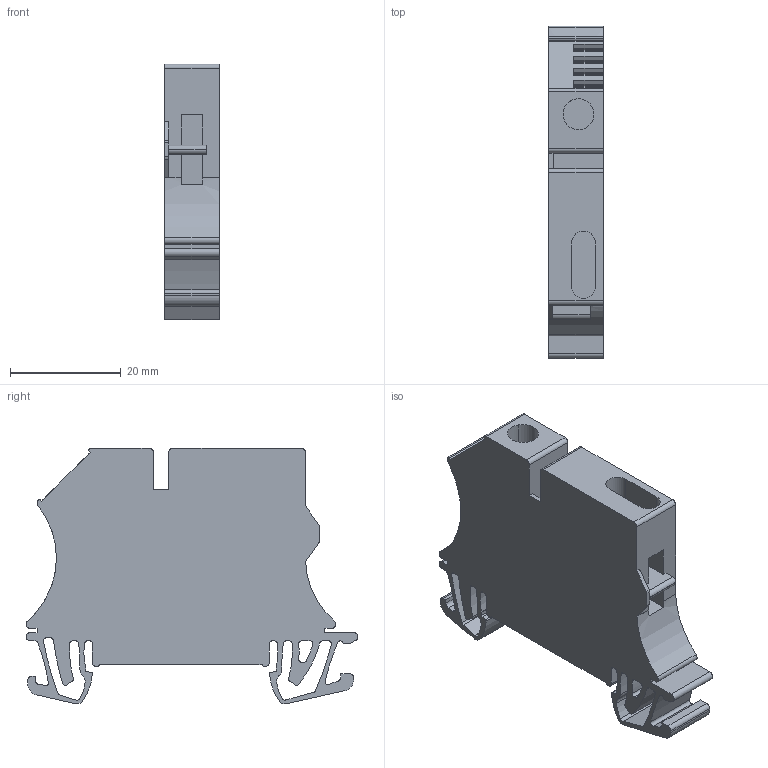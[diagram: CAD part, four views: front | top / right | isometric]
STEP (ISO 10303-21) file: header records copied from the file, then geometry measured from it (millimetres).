
FILE_DESCRIPTION(('CATIA V5R20 STEP214'),'2;1');
FILE_NAME ('5965589_4', '2014-12-04T08:55:41+00:00', ('Weidmueller Interface'), ('Weidmueller'), 'CATIA Version 5 Release 20 SP 5 (IN-10)', 'CATIA V5 STEP AP214', 'none');
FILE_SCHEMA(('AUTOMOTIVE_DESIGN { 1 0 10303 214 1 1 1 1 }'));
Length unit declared in the file: millimetre
Products named in the file (1): 1010900000_WNT_10_10X3_BE
Bounding box: 9.9 x 60 x 46.25 mm (x, y, z)
Volume: 17248.4 mm3; surface area: 8514.8 mm2
Topology: 1 solids, 1 shells, 225 faces, 650 edges, 433 vertices
Faces by surface type: plane 130, cylinder 95
Entity records: 7131 total; most frequent: ORIENTED_EDGE 1300, CARTESIAN_POINT 1281, DIRECTION 1044, EDGE_CURVE 650, VECTOR 456, LINE 456, VERTEX_POINT 433, AXIS2_PLACEMENT_3D 392
